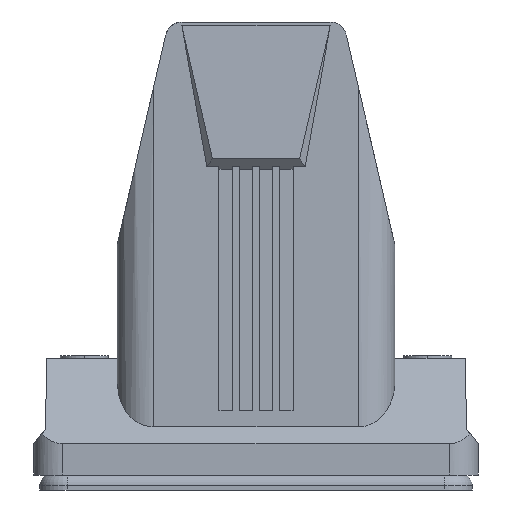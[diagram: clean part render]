
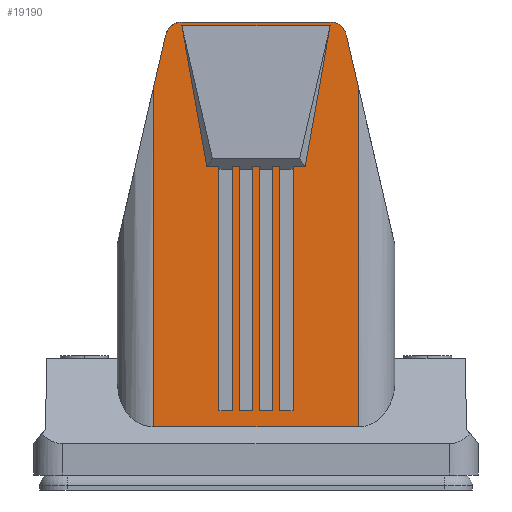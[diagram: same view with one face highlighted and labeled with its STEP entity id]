
A CAD part, left-side view. The second image highlights one B-rep face of the part: STEP entity #19190.
In plain terms, the highlighted face is planar.
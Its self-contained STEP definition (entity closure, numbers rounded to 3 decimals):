
#100=CARTESIAN_POINT('',(8.502,89.524,
96.4));
#110=VERTEX_POINT('',#100);
#280=CARTESIAN_POINT('',(-22.075,89.524,
96.4));
#290=VERTEX_POINT('',#280);
#320=CARTESIAN_POINT('',(-6.786,89.524,
96.4));
#330=DIRECTION('',(-1.,0.,0.));
#340=VECTOR('',#330,1.);
#350=LINE('',#320,#340);
#360=EDGE_CURVE('',#110,#290,#350,.T.);
#530=CARTESIAN_POINT('',(32.919,91.16,
2.7));
#540=DIRECTION('',(0.225,0.017,
-0.974));
#550=VECTOR('',#540,1.);
#560=LINE('',#530,#550);
#570=CARTESIAN_POINT('',(11.913,89.572,
93.687));
#580=VERTEX_POINT('',#570);
#590=CARTESIAN_POINT('',(14.414,89.761,
82.854));
#600=VERTEX_POINT('',#590);
#610=EDGE_CURVE('',#580,#600,#560,.T.);
#6220=CARTESIAN_POINT('',(8.502,89.586,
92.9));
#6230=DIRECTION('',(0.,-1.,
-0.017));
#6240=DIRECTION('',(0.,-0.017,
1.));
#6250=AXIS2_PLACEMENT_3D('',#6220,#6230,#6240);
#6260=ELLIPSE('',#6250,3.501,3.5);
#6270=EDGE_CURVE('',#580,#110,#6260,.T.);
#6510=CARTESIAN_POINT('',(-11.736,90.046,
66.509));
#6520=VERTEX_POINT('',#6510);
#6670=CARTESIAN_POINT('',(-11.736,90.928,
15.979));
#6680=VERTEX_POINT('',#6670);
#6710=CARTESIAN_POINT('',(-11.736,91.16,
2.7));
#6720=DIRECTION('',(0.,0.017,-1.));
#6730=VECTOR('',#6720,1.);
#6740=LINE('',#6710,#6730);
#6750=EDGE_CURVE('',#6520,#6680,#6740,.T.);
#7060=CARTESIAN_POINT('',(-10.236,90.046,
66.509));
#7070=VERTEX_POINT('',#7060);
#7100=CARTESIAN_POINT('',(-10.236,91.16,
2.7));
#7110=DIRECTION('',(0.,-0.017,1.));
#7120=VECTOR('',#7110,1.);
#7130=LINE('',#7100,#7120);
#7140=CARTESIAN_POINT('',(-10.236,90.928,
15.979));
#7150=VERTEX_POINT('',#7140);
#7160=EDGE_CURVE('',#7150,#7070,#7130,.T.);
#7530=CARTESIAN_POINT('',(-1.836,90.046,
66.509));
#7540=VERTEX_POINT('',#7530);
#7570=CARTESIAN_POINT('',(-1.836,91.16,
2.7));
#7580=DIRECTION('',(0.,-0.017,1.));
#7590=VECTOR('',#7580,1.);
#7600=LINE('',#7570,#7590);
#7610=CARTESIAN_POINT('',(-1.836,90.928,
15.979));
#7620=VERTEX_POINT('',#7610);
#7630=EDGE_CURVE('',#7620,#7540,#7600,.T.);
#11760=CARTESIAN_POINT('',(-3.336,90.046,
66.509));
#11770=VERTEX_POINT('',#11760);
#11920=CARTESIAN_POINT('',(-3.336,90.928,
15.979));
#11930=VERTEX_POINT('',#11920);
#11960=CARTESIAN_POINT('',(-3.336,91.16,
2.7));
#11970=DIRECTION('',(0.,0.017,-1.));
#11980=VECTOR('',#11970,1.);
#11990=LINE('',#11960,#11980);
#12000=EDGE_CURVE('',#11770,#11930,#11990,.T.);
#12940=CARTESIAN_POINT('',(-14.441,90.928,
15.979));
#12950=VERTEX_POINT('',#12940);
#12980=CARTESIAN_POINT('',(-6.786,90.928,
15.979));
#12990=DIRECTION('',(-1.,0.,0.));
#13000=VECTOR('',#12990,1.);
#13010=LINE('',#12980,#13000);
#13020=EDGE_CURVE('',#6680,#12950,#13010,.T.);
#13860=CARTESIAN_POINT('',(-27.986,89.761,
82.854));
#13870=VERTEX_POINT('',#13860);
#13900=CARTESIAN_POINT('',(-46.492,91.16,
2.7));
#13910=DIRECTION('',(0.225,-0.017,
0.974));
#13920=VECTOR('',#13910,1.);
#13930=LINE('',#13900,#13920);
#13940=CARTESIAN_POINT('',(-25.485,89.572,
93.687));
#13950=VERTEX_POINT('',#13940);
#13960=EDGE_CURVE('',#13870,#13950,#13930,.T.);
#17760=CARTESIAN_POINT('',(-98.836,90.949,
14.786));
#17770=DIRECTION('',(0.,-1.,
-0.017));
#17780=DIRECTION('',(0.,-0.017,
1.));
#17790=AXIS2_PLACEMENT_3D('',#17760,#17770,#17780);
#17800=PLANE('',#17790);
#17810=CARTESIAN_POINT('',(-6.786,90.046,
66.509));
#17820=DIRECTION('',(-1.,0.,0.));
#17830=VECTOR('',#17820,1.);
#17840=LINE('',#17810,#17830);
#17850=CARTESIAN_POINT('',(3.393,90.046,
66.509));
#17860=VERTEX_POINT('',#17850);
#17870=CARTESIAN_POINT('',(0.868,90.046,
66.509));
#17880=VERTEX_POINT('',#17870);
#17890=EDGE_CURVE('',#17860,#17880,#17840,.T.);
#17900=ORIENTED_EDGE('',*,*,#17890,.F.);
#17910=CARTESIAN_POINT('',(0.868,91.16,
2.7));
#17920=DIRECTION('',(0.,0.017,-1.));
#17930=VECTOR('',#17920,1.);
#17940=LINE('',#17910,#17930);
#17950=CARTESIAN_POINT('',(0.868,90.928,
15.979));
#17960=VERTEX_POINT('',#17950);
#17970=EDGE_CURVE('',#17880,#17960,#17940,.T.);
#17980=ORIENTED_EDGE('',*,*,#17970,.F.);
#17990=CARTESIAN_POINT('',(-6.786,90.928,
15.979));
#18000=DIRECTION('',(-1.,0.,0.));
#18010=VECTOR('',#18000,1.);
#18020=LINE('',#17990,#18010);
#18030=EDGE_CURVE('',#17960,#7620,#18020,.T.);
#18040=ORIENTED_EDGE('',*,*,#18030,.F.);
#18050=ORIENTED_EDGE('',*,*,#7630,.F.);
#18060=EDGE_CURVE('',#7540,#11770,#17840,.T.);
#18070=ORIENTED_EDGE('',*,*,#18060,.F.);
#18080=ORIENTED_EDGE('',*,*,#12000,.F.);
#18090=CARTESIAN_POINT('',(-6.786,90.928,
15.979));
#18100=DIRECTION('',(-1.,0.,0.));
#18110=VECTOR('',#18100,1.);
#18120=LINE('',#18090,#18110);
#18130=CARTESIAN_POINT('',(-6.036,90.928,
15.979));
#18140=VERTEX_POINT('',#18130);
#18150=EDGE_CURVE('',#11930,#18140,#18120,.T.);
#18160=ORIENTED_EDGE('',*,*,#18150,.F.);
#18170=CARTESIAN_POINT('',(-6.036,91.16,
2.7));
#18180=DIRECTION('',(0.,-0.017,1.));
#18190=VECTOR('',#18180,1.);
#18200=LINE('',#18170,#18190);
#18210=CARTESIAN_POINT('',(-6.036,90.046,
66.509));
#18220=VERTEX_POINT('',#18210);
#18230=EDGE_CURVE('',#18140,#18220,#18200,.T.);
#18240=ORIENTED_EDGE('',*,*,#18230,.F.);
#18250=CARTESIAN_POINT('',(-7.536,90.046,
66.509));
#18260=VERTEX_POINT('',#18250);
#18270=EDGE_CURVE('',#18220,#18260,#17840,.T.);
#18280=ORIENTED_EDGE('',*,*,#18270,.F.);
#18290=CARTESIAN_POINT('',(-7.536,91.16,
2.7));
#18300=DIRECTION('',(0.,0.017,-1.));
#18310=VECTOR('',#18300,1.);
#18320=LINE('',#18290,#18310);
#18330=CARTESIAN_POINT('',(-7.536,90.928,
15.979));
#18340=VERTEX_POINT('',#18330);
#18350=EDGE_CURVE('',#18260,#18340,#18320,.T.);
#18360=ORIENTED_EDGE('',*,*,#18350,.F.);
#18370=CARTESIAN_POINT('',(-6.786,90.928,
15.979));
#18380=DIRECTION('',(-1.,0.,0.));
#18390=VECTOR('',#18380,1.);
#18400=LINE('',#18370,#18390);
#18410=EDGE_CURVE('',#18340,#7150,#18400,.T.);
#18420=ORIENTED_EDGE('',*,*,#18410,.F.);
#18430=ORIENTED_EDGE('',*,*,#7160,.F.);
#18440=EDGE_CURVE('',#7070,#6520,#17840,.T.);
#18450=ORIENTED_EDGE('',*,*,#18440,.F.);
#18460=ORIENTED_EDGE('',*,*,#6750,.F.);
#18470=ORIENTED_EDGE('',*,*,#13020,.F.);
#18480=CARTESIAN_POINT('',(-14.441,91.16,
2.7));
#18490=DIRECTION('',(0.,-0.017,1.));
#18500=VECTOR('',#18490,1.);
#18510=LINE('',#18480,#18500);
#18520=CARTESIAN_POINT('',(-14.441,90.046,
66.509));
#18530=VERTEX_POINT('',#18520);
#18540=EDGE_CURVE('',#12950,#18530,#18510,.T.);
#18550=ORIENTED_EDGE('',*,*,#18540,.F.);
#18560=CARTESIAN_POINT('',(-16.966,90.046,
66.509));
#18570=VERTEX_POINT('',#18560);
#18580=EDGE_CURVE('',#18530,#18570,#17840,.T.);
#18590=ORIENTED_EDGE('',*,*,#18580,.F.);
#18600=CARTESIAN_POINT('',(-5.641,91.16,
2.7));
#18610=DIRECTION('',(-0.175,-0.017,
0.984));
#18620=VECTOR('',#18610,1.);
#18630=LINE('',#18600,#18620);
#18640=CARTESIAN_POINT('',(-22.127,89.539,
95.588));
#18650=VERTEX_POINT('',#18640);
#18660=EDGE_CURVE('',#18570,#18650,#18630,.T.);
#18670=ORIENTED_EDGE('',*,*,#18660,.F.);
#18680=CARTESIAN_POINT('',(-6.786,89.539,
95.588));
#18690=DIRECTION('',(1.,0.,0.));
#18700=VECTOR('',#18690,1.);
#18710=LINE('',#18680,#18700);
#18720=CARTESIAN_POINT('',(8.554,89.539,
95.588));
#18730=VERTEX_POINT('',#18720);
#18740=EDGE_CURVE('',#18650,#18730,#18710,.T.);
#18750=ORIENTED_EDGE('',*,*,#18740,.F.);
#18760=CARTESIAN_POINT('',(-7.932,91.16,
2.7));
#18770=DIRECTION('',(0.175,-0.017,
0.984));
#18780=VECTOR('',#18770,1.);
#18790=LINE('',#18760,#18780);
#18800=EDGE_CURVE('',#17860,#18730,#18790,.T.);
#18810=ORIENTED_EDGE('',*,*,#18800,.T.);
#18820=EDGE_LOOP('',(#18810,#18750,#18670,#18590,#18550,#18470,#18460,
#18450,#18430,#18420,#18360,#18280,#18240,#18160,#18080,#18070,#18050,
#18040,#17980,#17900));
#18830=FACE_BOUND('',#18820,.T.);
#18840=ORIENTED_EDGE('',*,*,#6270,.F.);
#18850=ORIENTED_EDGE('',*,*,#360,.F.);
#18860=CARTESIAN_POINT('',(-22.075,89.586,
92.9));
#18870=DIRECTION('',(0.,-1.,
-0.017));
#18880=DIRECTION('',(0.,-0.017,
1.));
#18890=AXIS2_PLACEMENT_3D('',#18860,#18870,#18880);
#18900=ELLIPSE('',#18890,3.501,3.5);
#18910=EDGE_CURVE('',#290,#13950,#18900,.T.);
#18920=ORIENTED_EDGE('',*,*,#18910,.F.);
#18930=ORIENTED_EDGE('',*,*,#13960,.T.);
#18940=CARTESIAN_POINT('',(-27.986,91.158,
2.831));
#18950=DIRECTION('',(0.,0.017,-1.));
#18960=VECTOR('',#18950,1.);
#18970=LINE('',#18940,#18960);
#18980=CARTESIAN_POINT('',(-27.986,90.986,
12.664));
#18990=VERTEX_POINT('',#18980);
#19000=EDGE_CURVE('',#13870,#18990,#18970,.T.);
#19010=ORIENTED_EDGE('',*,*,#19000,.F.);
#19020=CARTESIAN_POINT('',(-6.786,90.986,
12.664));
#19030=DIRECTION('',(1.,0.,0.));
#19040=VECTOR('',#19030,1.);
#19050=LINE('',#19020,#19040);
#19060=CARTESIAN_POINT('',(14.414,90.986,
12.664));
#19070=VERTEX_POINT('',#19060);
#19080=EDGE_CURVE('',#18990,#19070,#19050,.T.);
#19090=ORIENTED_EDGE('',*,*,#19080,.F.);
#19100=CARTESIAN_POINT('',(14.414,91.158,
2.831));
#19110=DIRECTION('',(0.,-0.017,1.));
#19120=VECTOR('',#19110,1.);
#19130=LINE('',#19100,#19120);
#19140=EDGE_CURVE('',#19070,#600,#19130,.T.);
#19150=ORIENTED_EDGE('',*,*,#19140,.F.);
#19160=ORIENTED_EDGE('',*,*,#610,.T.);
#19170=EDGE_LOOP('',(#19160,#19150,#19090,#19010,#18930,#18920,#18850,
#18840));
#19180=FACE_OUTER_BOUND('',#19170,.T.);
#19190=ADVANCED_FACE('',(#18830,#19180),#17800,.F.);
